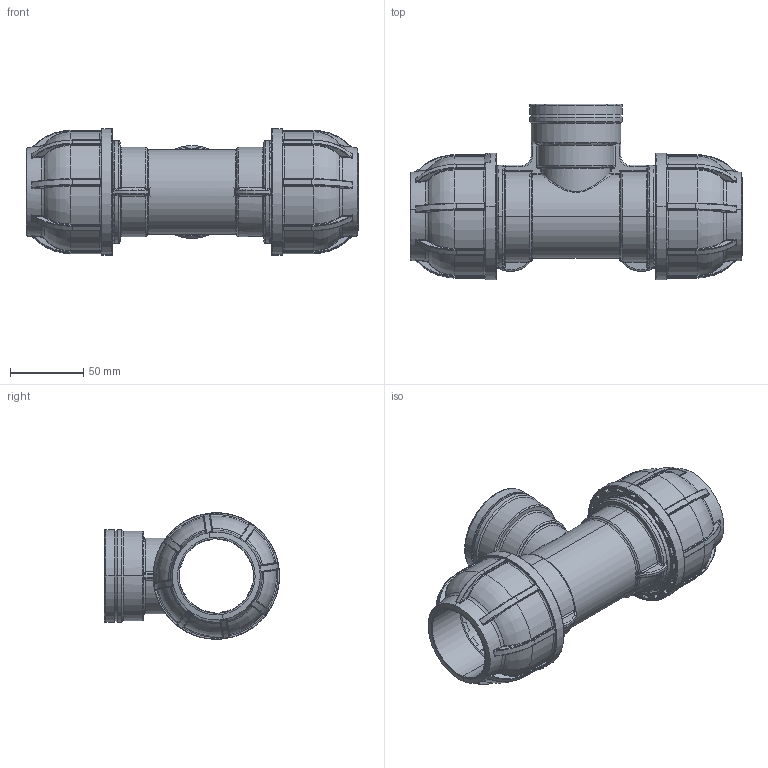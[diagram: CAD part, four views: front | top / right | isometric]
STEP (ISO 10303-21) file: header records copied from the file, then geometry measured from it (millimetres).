
FILE_DESCRIPTION (( 'STEP AP203' ), '1' );
FILE_NAME ('R215.050.112.step', '2013-11-19T09:23:59', ( 'Alusic' ), ( 'Alusic' ), 'SwSTEP 2.0', 'SolidWorks 2011', '' );
FILE_SCHEMA (( 'CONFIG_CONTROL_DESIGN' ));
Length unit declared in the file: millimetre
Products named in the file (1): R215.050.112
Bounding box: 226.9 x 119.75 x 86.5 mm (x, y, z)
Surface area: 124763.5 mm2 (no closed solid volume)
Topology: 0 solids, 47 shells, 1217 faces, 3830 edges, 2490 vertices
Faces by surface type: cylinder 372, bspline 307, plane 258, torus 234, cone 26, sphere 20
Entity records: 61301 total; most frequent: CARTESIAN_POINT 31708, ORIENTED_EDGE 6052, DIRECTION 5683, EDGE_CURVE 3804, VERTEX_POINT 2490, AXIS2_PLACEMENT_3D 2377, CIRCLE 1466, EDGE_LOOP 1226
